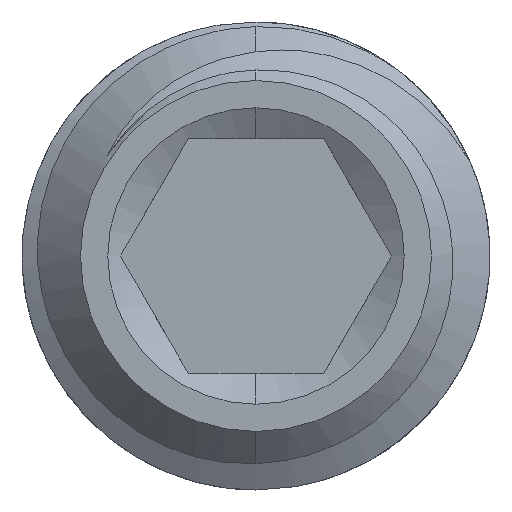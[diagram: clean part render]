
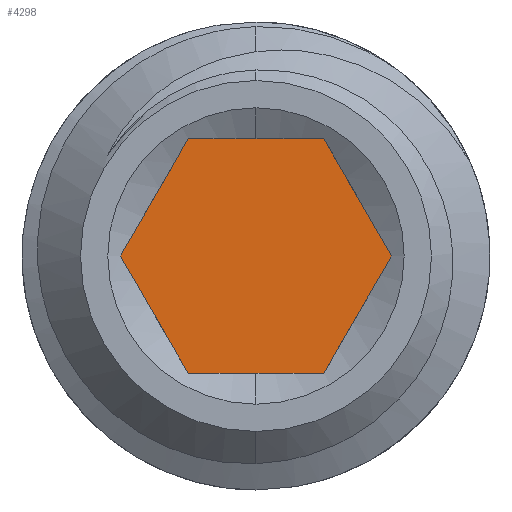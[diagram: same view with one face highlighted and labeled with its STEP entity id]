
A CAD part, front view. The second image highlights one B-rep face of the part: STEP entity #4298.
In plain terms, the highlighted planar face has unit normal (0, -1, 0).
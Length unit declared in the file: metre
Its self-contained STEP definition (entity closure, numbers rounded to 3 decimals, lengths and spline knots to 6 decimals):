
#40 = CARTESIAN_POINT ( 'NONE',  ( 0.001738, 0.008, -0.00301 ) ) ;
#104 = DIRECTION ( 'NONE',  ( -1., 0., 0. ) ) ;
#268 = CARTESIAN_POINT ( 'NONE',  ( -0.001738, 0.008, -0.00301 ) ) ;
#281 = CARTESIAN_POINT ( 'NONE',  ( 0.001738, 0.008, 0.00301 ) ) ;
#387 = VERTEX_POINT ( 'NONE', #3122 ) ;
#399 = DIRECTION ( 'NONE',  ( 1., 0., 0. ) ) ;
#461 = DIRECTION ( 'NONE',  ( -0.5, 0., -0.866 ) ) ;
#619 = VECTOR ( 'NONE', #2202, 1. ) ;
#621 = PLANE ( 'NONE',  #2526 ) ;
#873 = CARTESIAN_POINT ( 'NONE',  ( 0.003476, 0.008, 0. ) ) ;
#943 = CARTESIAN_POINT ( 'NONE',  ( -0.003476, 0.008, 0. ) ) ;
#994 = EDGE_LOOP ( 'NONE', ( #2460, #1277, #2767, #3075, #2649, #1432 ) ) ;
#997 = DIRECTION ( 'NONE',  ( 0., -1., 0. ) ) ;
#1000 = VECTOR ( 'NONE', #2672, 1. ) ;
#1020 = CARTESIAN_POINT ( 'NONE',  ( 0., 0.008, 0. ) ) ;
#1125 = CARTESIAN_POINT ( 'NONE',  ( -0.001738, 0.008, 0.00301 ) ) ;
#1179 = LINE ( 'NONE', #873, #619 ) ;
#1277 = ORIENTED_EDGE ( 'NONE', *, *, #1975, .T. ) ;
#1396 = VECTOR ( 'NONE', #461, 1. ) ;
#1432 = ORIENTED_EDGE ( 'NONE', *, *, #4023, .T. ) ;
#1500 = VERTEX_POINT ( 'NONE', #1125 ) ;
#1528 = EDGE_CURVE ( 'NONE', #4184, #3423, #3525, .T. ) ;
#1621 = VECTOR ( 'NONE', #1839, 1. ) ;
#1628 = DIRECTION ( 'NONE',  ( 0., 0., -1. ) ) ;
#1692 = VERTEX_POINT ( 'NONE', #281 ) ;
#1839 = DIRECTION ( 'NONE',  ( 0.5, 0., 0.866 ) ) ;
#1975 = EDGE_CURVE ( 'NONE', #3423, #1692, #1179, .T. ) ;
#1976 = FACE_OUTER_BOUND ( 'NONE', #994, .T. ) ;
#2085 = LINE ( 'NONE', #3406, #2366 ) ;
#2091 = LINE ( 'NONE', #3996, #3154 ) ;
#2202 = DIRECTION ( 'NONE',  ( -0.5, 0., 0.866 ) ) ;
#2206 = CARTESIAN_POINT ( 'NONE',  ( 0.003476, 0.008, 0. ) ) ;
#2292 = EDGE_CURVE ( 'NONE', #1692, #1500, #2085, .T. ) ;
#2366 = VECTOR ( 'NONE', #104, 1. ) ;
#2433 = CARTESIAN_POINT ( 'NONE',  ( -0.001738, 0.008, 0.00301 ) ) ;
#2460 = ORIENTED_EDGE ( 'NONE', *, *, #1528, .T. ) ;
#2526 = AXIS2_PLACEMENT_3D ( 'NONE', #1020, #997, #1628 ) ;
#2621 = EDGE_CURVE ( 'NONE', #1500, #387, #3094, .T. ) ;
#2649 = ORIENTED_EDGE ( 'NONE', *, *, #3593, .T. ) ;
#2672 = DIRECTION ( 'NONE',  ( 0.5, 0., -0.866 ) ) ;
#2767 = ORIENTED_EDGE ( 'NONE', *, *, #2292, .T. ) ;
#2981 = LINE ( 'NONE', #943, #1000 ) ;
#3075 = ORIENTED_EDGE ( 'NONE', *, *, #2621, .T. ) ;
#3094 = LINE ( 'NONE', #2433, #1396 ) ;
#3122 = CARTESIAN_POINT ( 'NONE',  ( -0.003476, 0.008, 0. ) ) ;
#3154 = VECTOR ( 'NONE', #399, 1. ) ;
#3406 = CARTESIAN_POINT ( 'NONE',  ( 0.001738, 0.008, 0.00301 ) ) ;
#3423 = VERTEX_POINT ( 'NONE', #2206 ) ;
#3487 = CARTESIAN_POINT ( 'NONE',  ( 0.001738, 0.008, -0.00301 ) ) ;
#3525 = LINE ( 'NONE', #3487, #1621 ) ;
#3593 = EDGE_CURVE ( 'NONE', #387, #3681, #2981, .T. ) ;
#3681 = VERTEX_POINT ( 'NONE', #268 ) ;
#3996 = CARTESIAN_POINT ( 'NONE',  ( -0.001738, 0.008, -0.00301 ) ) ;
#4023 = EDGE_CURVE ( 'NONE', #3681, #4184, #2091, .T. ) ;
#4184 = VERTEX_POINT ( 'NONE', #40 ) ;
#4298 = ADVANCED_FACE ( 'NONE', ( #1976 ), #621, .T. ) ;
